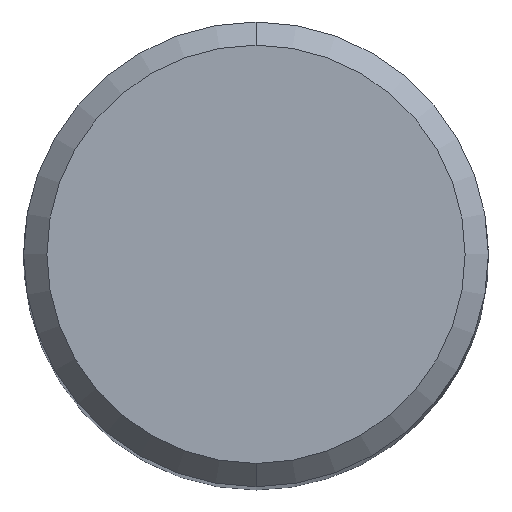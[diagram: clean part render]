
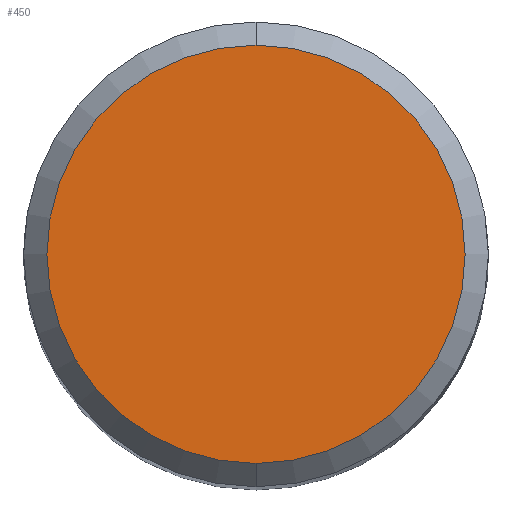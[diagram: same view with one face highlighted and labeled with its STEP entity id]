
A CAD part, top view. The second image highlights one B-rep face of the part: STEP entity #450.
In plain terms, the highlighted planar face has unit normal (0, 0, 1).
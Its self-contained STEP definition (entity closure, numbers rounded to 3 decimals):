
#448=EDGE_CURVE('',#518,#932,#1188,.T.);
#450=ADVANCED_FACE('',(#1190),#1191,.T.);
#518=VERTEX_POINT('',#1263);
#524=EDGE_CURVE('',#932,#518,#1269,.T.);
#932=VERTEX_POINT('',#1724);
#1188=CIRCLE('',#2087,5.4);
#1190=FACE_OUTER_BOUND('',#2089,.T.);
#1191=PLANE('',#2090);
#1263=CARTESIAN_POINT('',(0.0,5.4,0.0));
#1269=CIRCLE('',#2376,5.4);
#1724=CARTESIAN_POINT('',(0.,-5.4,0.0));
#2087=AXIS2_PLACEMENT_3D('',#5714,#5715,#5716);
#2089=EDGE_LOOP('',(#5718,#5719));
#2090=AXIS2_PLACEMENT_3D('',#5720,#5721,#5722);
#2376=AXIS2_PLACEMENT_3D('',#5782,#5783,#5784);
#5714=CARTESIAN_POINT('',(0.0,0.0,0.0));
#5715=DIRECTION('',(0.0,0.0,-1.0));
#5716=DIRECTION('',(0.0,1.0,0.0));
#5718=ORIENTED_EDGE('',*,*,#448,.F.);
#5719=ORIENTED_EDGE('',*,*,#524,.F.);
#5720=CARTESIAN_POINT('',(0.0,2.7,0.0));
#5721=DIRECTION('',(-0.0,0.0,1.0));
#5722=DIRECTION('',(0.0,-1.0,0.0));
#5782=CARTESIAN_POINT('',(0.0,0.0,0.0));
#5783=DIRECTION('',(0.0,0.0,-1.0));
#5784=DIRECTION('',(0.0,1.0,0.0));
